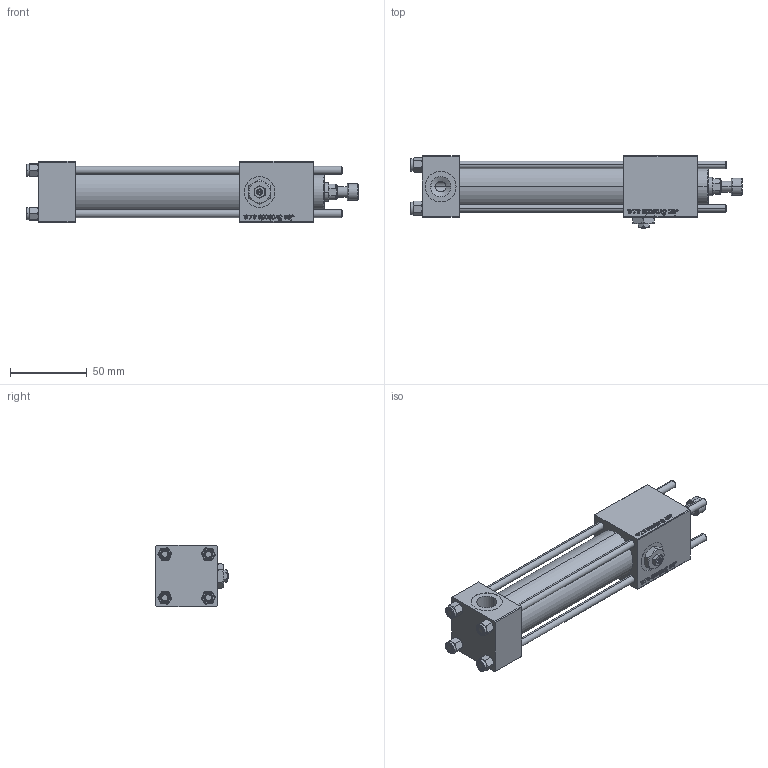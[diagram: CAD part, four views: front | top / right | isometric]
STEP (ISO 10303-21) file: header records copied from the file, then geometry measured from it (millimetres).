
FILE_DESCRIPTION (( 'STEP AP203' ), '1' );
FILE_NAME ('22e1.STEP', '2022-04-15T11:28:41', ( '' ), ( '' ), 'SwSTEP 2.0', 'SolidWorks 2019', '' );
FILE_SCHEMA (( 'CONFIG_CONTROL_DESIGN' ));
Length unit declared in the file: millimetre
Products named in the file (8): Zatka_pro_OIL_PORT 7f71d5f984a28cb6c1b5a6e9d8f28b97; V215_VC_A 7f71d5f984a28cb6c1b5a6e9d8f28b97; V215CR_VCP_B 7f71d5f984a28cb6c1b5a6e9d8f28b97; V215CR_ROD_END_F 7f71d5f984a28cb6c1b5a6e9d8f28b97; 22e1; NUT_M5_B 7f71d5f984a28cb6c1b5a6e9d8f28b97; V215CR_B-1 7f71d5f984a28cb6c1b5a6e9d8f28b97; V215CR_B_TYCINKA 7f71d5f984a28cb6c1b5a6e9d8f28b97
Assembly tree (13 placements, depth 2):
  22e1
    V215CR_B-1 7f71d5f984a28cb6c1b5a6e9d8f28b97
    V215CR_VCP_B 7f71d5f984a28cb6c1b5a6e9d8f28b97
    NUT_M5_B 7f71d5f984a28cb6c1b5a6e9d8f28b97  x4
    V215CR_B_TYCINKA 7f71d5f984a28cb6c1b5a6e9d8f28b97  x4
    V215_VC_A 7f71d5f984a28cb6c1b5a6e9d8f28b97
    V215CR_ROD_END_F 7f71d5f984a28cb6c1b5a6e9d8f28b97
    Zatka_pro_OIL_PORT 7f71d5f984a28cb6c1b5a6e9d8f28b97
Bounding box: 216 x 47 x 40 mm (x, y, z)
Volume: 172391.1 mm3; surface area: 76744.5 mm2
Topology: 13 solids, 13 shells, 1223 faces, 3085 edges, 1995 vertices
Faces by surface type: bspline 504, plane 459, cone 158, cylinder 90, torus 12
Entity records: 59105 total; most frequent: CARTESIAN_POINT 34696, ORIENTED_EDGE 5662, DIRECTION 3213, EDGE_CURVE 2831, VERTEX_POINT 1851, VECTOR 1489, LINE 1489, EDGE_LOOP 1232
